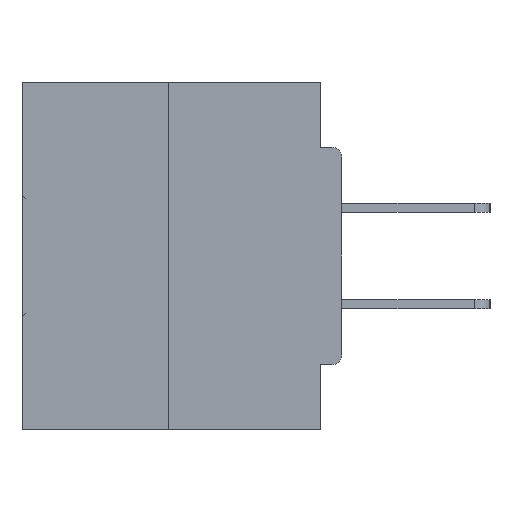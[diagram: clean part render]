
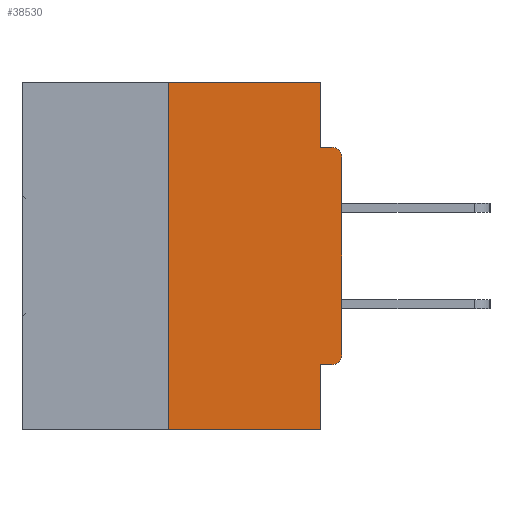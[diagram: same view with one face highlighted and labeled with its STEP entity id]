
A CAD part, left-side view. The second image highlights one B-rep face of the part: STEP entity #38530.
In plain terms, the highlighted planar face has unit normal (-1, 0, 0).
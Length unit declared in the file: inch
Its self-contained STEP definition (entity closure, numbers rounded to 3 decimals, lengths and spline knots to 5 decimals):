
#1457 = ORIENTED_EDGE ( 'NONE', *, *, #12716, .T. ) ;
#2007 = VECTOR ( 'NONE', #17805, 39.37008 ) ;
#2013 = LINE ( 'NONE', #35333, #41920 ) ;
#2485 = DIRECTION ( 'NONE',  ( 0., -1., 0. ) ) ;
#2542 = VECTOR ( 'NONE', #26485, 39.37008 ) ;
#3720 = DIRECTION ( 'NONE',  ( 0., 0., -1. ) ) ;
#5401 = VERTEX_POINT ( 'NONE', #36321 ) ;
#6031 = CARTESIAN_POINT ( 'NONE',  ( 0., 0.031, 0. ) ) ;
#6220 = CARTESIAN_POINT ( 'NONE',  ( 0., 0.46, -0.5 ) ) ;
#6753 = VERTEX_POINT ( 'NONE', #43123 ) ;
#6801 = LINE ( 'NONE', #6220, #6810 ) ;
#6810 = VECTOR ( 'NONE', #9795, 39.37008 ) ;
#6813 = CIRCLE ( 'NONE', #30274, 0.015 ) ;
#7284 = CARTESIAN_POINT ( 'NONE',  ( 0., 0.031, -0.4065 ) ) ;
#7785 = CARTESIAN_POINT ( 'NONE',  ( 0., 0., 0. ) ) ;
#8084 = LINE ( 'NONE', #17736, #42706 ) ;
#8863 = VERTEX_POINT ( 'NONE', #32181 ) ;
#9045 = DIRECTION ( 'NONE',  ( 1., 0., 0. ) ) ;
#9795 = DIRECTION ( 'NONE',  ( 0., -1., 0. ) ) ;
#10743 = DIRECTION ( 'NONE',  ( -1., 0., 0. ) ) ;
#11212 = VECTOR ( 'NONE', #15510, 39.37008 ) ;
#11752 = CARTESIAN_POINT ( 'NONE',  ( 0., 0.25, -0.5 ) ) ;
#12258 = LINE ( 'NONE', #19008, #11212 ) ;
#12278 = VERTEX_POINT ( 'NONE', #11752 ) ;
#12716 = EDGE_CURVE ( 'NONE', #38257, #32738, #29972, .T. ) ;
#13058 = LINE ( 'NONE', #22686, #2542 ) ;
#13308 = DIRECTION ( 'NONE',  ( 0., 0., -1. ) ) ;
#13360 = EDGE_CURVE ( 'NONE', #8863, #32372, #6813, .T. ) ;
#13656 = AXIS2_PLACEMENT_3D ( 'NONE', #21421, #9045, #13308 ) ;
#14245 = VERTEX_POINT ( 'NONE', #17898 ) ;
#14376 = DIRECTION ( 'NONE',  ( 0., -1., 0. ) ) ;
#15510 = DIRECTION ( 'NONE',  ( 0., 1., 0. ) ) ;
#16632 = EDGE_CURVE ( 'NONE', #25657, #6753, #13058, .T. ) ;
#17063 = CARTESIAN_POINT ( 'NONE',  ( 0., 0.015, -0.1085 ) ) ;
#17736 = CARTESIAN_POINT ( 'NONE',  ( 0., 0.46, 0. ) ) ;
#17805 = DIRECTION ( 'NONE',  ( 0., 0., 1. ) ) ;
#17844 = DIRECTION ( 'NONE',  ( 0., 0., 1. ) ) ;
#17898 = CARTESIAN_POINT ( 'NONE',  ( 0., 0.031, -0.5 ) ) ;
#17998 = EDGE_CURVE ( 'NONE', #28613, #14245, #39711, .T. ) ;
#18494 = ORIENTED_EDGE ( 'NONE', *, *, #16632, .F. ) ;
#19008 = CARTESIAN_POINT ( 'NONE',  ( 0., 0., -0.4065 ) ) ;
#19147 = ORIENTED_EDGE ( 'NONE', *, *, #26706, .F. ) ;
#19297 = AXIS2_PLACEMENT_3D ( 'NONE', #30015, #43061, #32802 ) ;
#20115 = FACE_OUTER_BOUND ( 'NONE', #30615, .T. ) ;
#21421 = CARTESIAN_POINT ( 'NONE',  ( 0., 0.46, 0. ) ) ;
#22686 = CARTESIAN_POINT ( 'NONE',  ( 0., 0.031, 0. ) ) ;
#23001 = ORIENTED_EDGE ( 'NONE', *, *, #27862, .F. ) ;
#24557 = CARTESIAN_POINT ( 'NONE',  ( 0., 0., -0.3915 ) ) ;
#25657 = VERTEX_POINT ( 'NONE', #6031 ) ;
#26444 = CARTESIAN_POINT ( 'NONE',  ( 0., 0.015, -0.4065 ) ) ;
#26485 = DIRECTION ( 'NONE',  ( 0., 0., -1. ) ) ;
#26706 = EDGE_CURVE ( 'NONE', #38257, #28613, #12258, .T. ) ;
#27520 = LINE ( 'NONE', #34520, #30616 ) ;
#27862 = EDGE_CURVE ( 'NONE', #5401, #25657, #8084, .T. ) ;
#28286 = EDGE_CURVE ( 'NONE', #12278, #5401, #27520, .T. ) ;
#28322 = ORIENTED_EDGE ( 'NONE', *, *, #35214, .T. ) ;
#28613 = VERTEX_POINT ( 'NONE', #7284 ) ;
#29972 = CIRCLE ( 'NONE', #19297, 0.015 ) ;
#30015 = CARTESIAN_POINT ( 'NONE',  ( 0., 0.015, -0.3915 ) ) ;
#30274 = AXIS2_PLACEMENT_3D ( 'NONE', #17063, #10743, #40586 ) ;
#30615 = EDGE_LOOP ( 'NONE', ( #23001, #31751, #31507, #43352, #19147, #1457, #28322, #33301, #34276, #18494 ) ) ;
#30616 = VECTOR ( 'NONE', #17844, 39.37008 ) ;
#31446 = EDGE_CURVE ( 'NONE', #6753, #32372, #2013, .T. ) ;
#31507 = ORIENTED_EDGE ( 'NONE', *, *, #33297, .T. ) ;
#31751 = ORIENTED_EDGE ( 'NONE', *, *, #28286, .F. ) ;
#32181 = CARTESIAN_POINT ( 'NONE',  ( 0., 0., -0.1085 ) ) ;
#32372 = VERTEX_POINT ( 'NONE', #38862 ) ;
#32738 = VERTEX_POINT ( 'NONE', #24557 ) ;
#32802 = DIRECTION ( 'NONE',  ( 0., 0., -1. ) ) ;
#33297 = EDGE_CURVE ( 'NONE', #12278, #14245, #6801, .T. ) ;
#33301 = ORIENTED_EDGE ( 'NONE', *, *, #13360, .T. ) ;
#34276 = ORIENTED_EDGE ( 'NONE', *, *, #31446, .F. ) ;
#34520 = CARTESIAN_POINT ( 'NONE',  ( 0., 0.25, 0. ) ) ;
#35214 = EDGE_CURVE ( 'NONE', #32738, #8863, #39776, .T. ) ;
#35333 = CARTESIAN_POINT ( 'NONE',  ( 0., 0., -0.0935 ) ) ;
#36321 = CARTESIAN_POINT ( 'NONE',  ( 0., 0.25, 0. ) ) ;
#36391 = CARTESIAN_POINT ( 'NONE',  ( 0., 0.031, -0.5 ) ) ;
#38257 = VERTEX_POINT ( 'NONE', #26444 ) ;
#38530 = ADVANCED_FACE ( 'NONE', ( #20115 ), #43069, .F. ) ;
#38862 = CARTESIAN_POINT ( 'NONE',  ( 0., 0.015, -0.0935 ) ) ;
#39153 = VECTOR ( 'NONE', #3720, 39.37008 ) ;
#39711 = LINE ( 'NONE', #36391, #39153 ) ;
#39776 = LINE ( 'NONE', #7785, #2007 ) ;
#40586 = DIRECTION ( 'NONE',  ( 0., 0., -1. ) ) ;
#41920 = VECTOR ( 'NONE', #2485, 39.37008 ) ;
#42706 = VECTOR ( 'NONE', #14376, 39.37008 ) ;
#43061 = DIRECTION ( 'NONE',  ( -1., 0., 0. ) ) ;
#43069 = PLANE ( 'NONE',  #13656 ) ;
#43123 = CARTESIAN_POINT ( 'NONE',  ( 0., 0.031, -0.0935 ) ) ;
#43352 = ORIENTED_EDGE ( 'NONE', *, *, #17998, .F. ) ;
